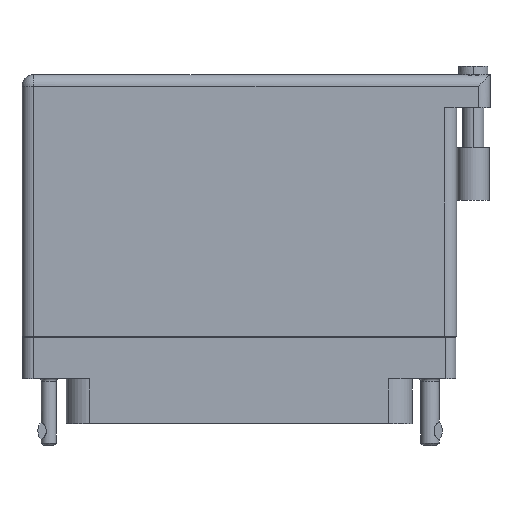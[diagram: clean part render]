
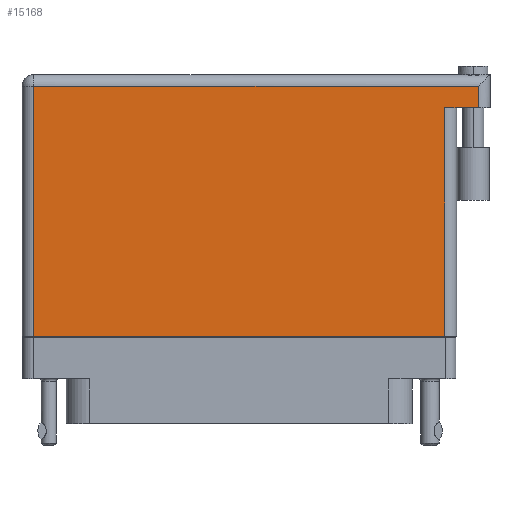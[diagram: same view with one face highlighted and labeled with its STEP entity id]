
A CAD part, front view. The second image highlights one B-rep face of the part: STEP entity #15168.
In plain terms, the highlighted face is planar.
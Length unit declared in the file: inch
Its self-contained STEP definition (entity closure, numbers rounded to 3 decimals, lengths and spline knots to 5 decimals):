
#32 = AXIS2_PLACEMENT_3D ( 'NONE', #49417, #1873, #53970 ) ;
#917 = CARTESIAN_POINT ( 'NONE',  ( 1.43, 1.396, 0.4495 ) ) ;
#1873 = DIRECTION ( 'NONE',  ( 0., 0., -1. ) ) ;
#2090 = VERTEX_POINT ( 'NONE', #22705 ) ;
#2464 = PLANE ( 'NONE',  #32 ) ;
#3693 = ORIENTED_EDGE ( 'NONE', *, *, #4434, .T. ) ;
#4434 = EDGE_CURVE ( 'NONE', #46591, #4732, #25829, .T. ) ;
#4732 = VERTEX_POINT ( 'NONE', #917 ) ;
#5317 = VERTEX_POINT ( 'NONE', #23289 ) ;
#5649 = VECTOR ( 'NONE', #24650, 39.37008 ) ;
#7795 = EDGE_CURVE ( 'NONE', #5317, #28584, #30151, .T. ) ;
#8573 = CARTESIAN_POINT ( 'NONE',  ( 1.23, 1.269, 0.4495 ) ) ;
#9670 = DIRECTION ( 'NONE',  ( -1., 0., 0. ) ) ;
#10212 = VECTOR ( 'NONE', #26522, 39.37008 ) ;
#11896 = CARTESIAN_POINT ( 'NONE',  ( 1.43, 1.269, 0.4495 ) ) ;
#13260 = ORIENTED_EDGE ( 'NONE', *, *, #18599, .T. ) ;
#13710 = CARTESIAN_POINT ( 'NONE',  ( 1.43, 1.466, 0.4495 ) ) ;
#14131 = ORIENTED_EDGE ( 'NONE', *, *, #43380, .F. ) ;
#14501 = EDGE_CURVE ( 'NONE', #28584, #53185, #36913, .T. ) ;
#15168 = ADVANCED_FACE ( 'NONE', ( #24412 ), #2464, .F. ) ;
#18599 = EDGE_CURVE ( 'NONE', #53185, #2090, #29912, .T. ) ;
#20380 = CARTESIAN_POINT ( 'NONE',  ( 1.5, 1.269, 0.4495 ) ) ;
#22705 = CARTESIAN_POINT ( 'NONE',  ( 1.23, 1.269, 0.4495 ) ) ;
#23289 = CARTESIAN_POINT ( 'NONE',  ( -1.23, 1.396, 0.4495 ) ) ;
#23864 = ORIENTED_EDGE ( 'NONE', *, *, #14501, .T. ) ;
#24412 = FACE_OUTER_BOUND ( 'NONE', #43824, .T. ) ;
#24650 = DIRECTION ( 'NONE',  ( -1., 0., 0. ) ) ;
#25829 = LINE ( 'NONE', #13710, #40538 ) ;
#26522 = DIRECTION ( 'NONE',  ( 0., -1., 0. ) ) ;
#28584 = VERTEX_POINT ( 'NONE', #29508 ) ;
#29508 = CARTESIAN_POINT ( 'NONE',  ( -1.23, -0.1, 0.4495 ) ) ;
#29912 = LINE ( 'NONE', #8573, #40854 ) ;
#30151 = LINE ( 'NONE', #31852, #10212 ) ;
#31852 = CARTESIAN_POINT ( 'NONE',  ( -1.23, -0.1, 0.4495 ) ) ;
#32847 = DIRECTION ( 'NONE',  ( 0., 1., 0. ) ) ;
#36913 = LINE ( 'NONE', #38813, #46474 ) ;
#37898 = LINE ( 'NONE', #41913, #47454 ) ;
#38404 = DIRECTION ( 'NONE',  ( 1., 0., 0. ) ) ;
#38813 = CARTESIAN_POINT ( 'NONE',  ( -1.3, -0.1, 0.4495 ) ) ;
#40538 = VECTOR ( 'NONE', #32847, 39.37008 ) ;
#40854 = VECTOR ( 'NONE', #51007, 39.37008 ) ;
#41913 = CARTESIAN_POINT ( 'NONE',  ( -1.3, 1.396, 0.4495 ) ) ;
#43380 = EDGE_CURVE ( 'NONE', #46591, #2090, #53321, .T. ) ;
#43824 = EDGE_LOOP ( 'NONE', ( #23864, #13260, #14131, #3693, #48722, #55049 ) ) ;
#46474 = VECTOR ( 'NONE', #38404, 39.37008 ) ;
#46591 = VERTEX_POINT ( 'NONE', #11896 ) ;
#47297 = EDGE_CURVE ( 'NONE', #4732, #5317, #37898, .T. ) ;
#47436 = CARTESIAN_POINT ( 'NONE',  ( 1.23, -0.1, 0.4495 ) ) ;
#47454 = VECTOR ( 'NONE', #9670, 39.37008 ) ;
#48722 = ORIENTED_EDGE ( 'NONE', *, *, #47297, .T. ) ;
#49417 = CARTESIAN_POINT ( 'NONE',  ( -1.3, 1.466, 0.4495 ) ) ;
#51007 = DIRECTION ( 'NONE',  ( 0., 1., 0. ) ) ;
#53185 = VERTEX_POINT ( 'NONE', #47436 ) ;
#53321 = LINE ( 'NONE', #20380, #5649 ) ;
#53970 = DIRECTION ( 'NONE',  ( -1., 0., 0. ) ) ;
#55049 = ORIENTED_EDGE ( 'NONE', *, *, #7795, .T. ) ;
